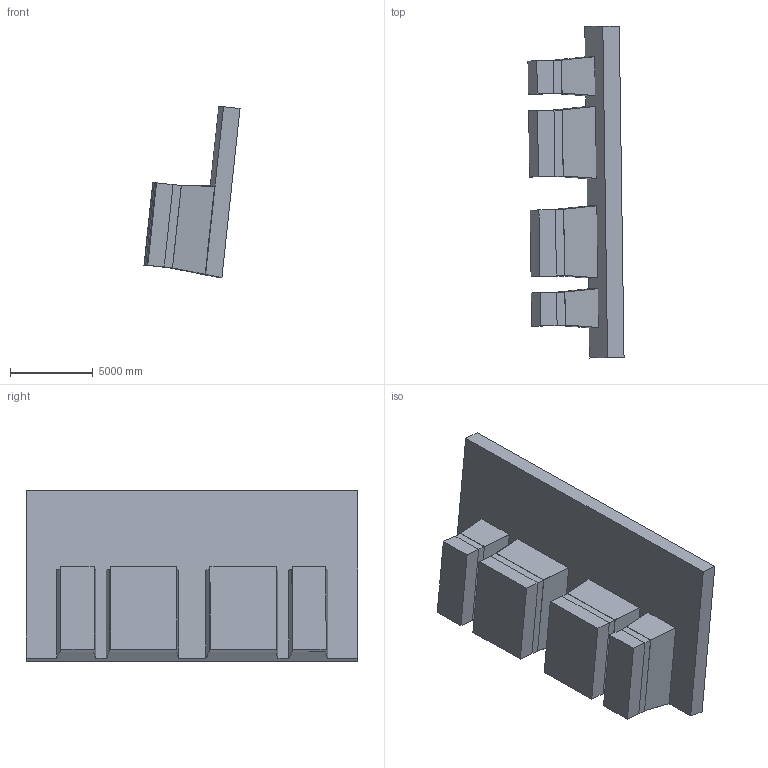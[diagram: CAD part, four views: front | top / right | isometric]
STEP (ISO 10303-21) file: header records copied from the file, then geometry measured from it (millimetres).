
FILE_DESCRIPTION(('CATIA V5 STEP Exchange','CAx-IF Rec.Pracs.--- Model Styling and Organization---1.5--- 2016-08-15','CAx-IF Rec.Pracs.---Supplemental Geometry---1.0---2011-11-01','CAx-IF Rec.Pracs.--- Composite Materials ---3.4---2017-06-13','CAx-IF Rec.Pracs.---Tessellated 3D Geometry---1.0---2015-12-17'),'2;1');
FILE_NAME('0_zp_AA.stp','2025-06-11T22:14:49+00:00',('none'),('none'),'CATIA Version 5-6 Release 2020','CATIA V5 STEP AP242 v1','none');
FILE_SCHEMA(('AP242_MANAGED_MODEL_BASED_3D_ENGINEERING_MIM_LF {1 0 10303 442 1 1 4}'));
Length unit declared in the file: millimetre
Products named in the file (4): AA_Loop; PASN_after_ETCH; Sub_Si_after_etch; PDOX_after_ETCH
Assembly tree (3 placements, depth 2):
  AA_Loop
    PASN_after_ETCH
    Sub_Si_after_etch
    PDOX_after_ETCH
Bounding box: 5797.97 x 20020.1 x 10325.93 mm (x, y, z)
Volume: 425899115147.2 mm3; surface area: 927504216 mm2
Topology: 9 solids, 9 shells, 118 faces, 268 edges, 152 vertices
Faces by surface type: plane 70, cylinder 32, sphere 16
Entity records: 3170 total; most frequent: CARTESIAN_POINT 677, ORIENTED_EDGE 504, DIRECTION 398, EDGE_CURVE 252, VECTOR 172, LINE 172, VERTEX_POINT 152, AXIS2_PLACEMENT_3D 129
